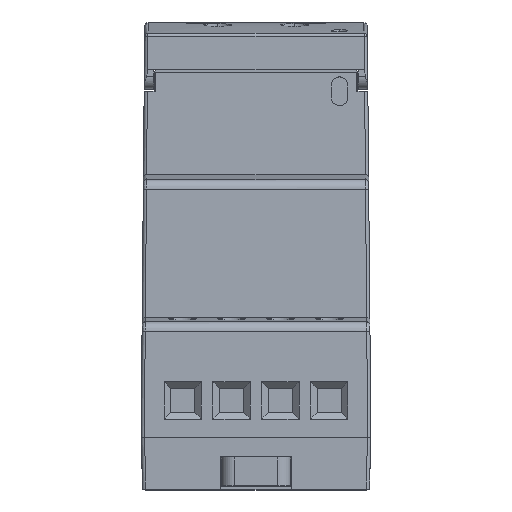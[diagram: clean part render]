
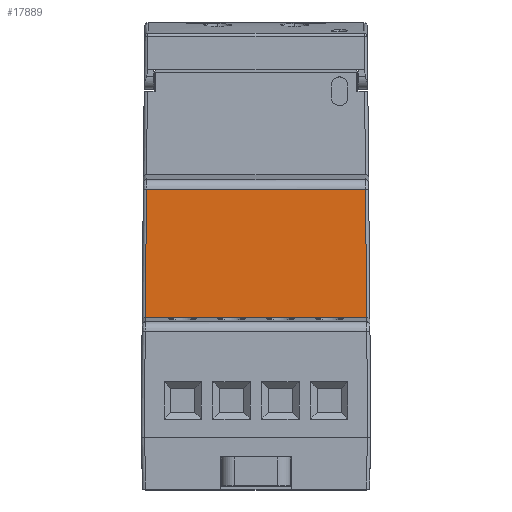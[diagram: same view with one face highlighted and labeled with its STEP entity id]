
A CAD part, top view. The second image highlights one B-rep face of the part: STEP entity #17889.
In plain terms, the highlighted planar face has unit normal (0, 0.009, 1).
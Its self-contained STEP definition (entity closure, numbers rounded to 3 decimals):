
#4000=DIRECTION('',(0.009,-1.,0.009));
#4001=VECTOR('',#4000,19.995);
#4002=CARTESIAN_POINT('',(17.062,-0.269,
32.826));
#4003=LINE('',#4002,#4001);
#4028=DIRECTION('',(-1.,0.,0.));
#4029=VECTOR('',#4028,34.477);
#4030=CARTESIAN_POINT('',(17.239,-20.262,33.));
#4031=LINE('',#4030,#4029);
#4285=DIRECTION('',(0.009,1.,-0.009));
#4286=VECTOR('',#4285,19.995);
#4287=CARTESIAN_POINT('',(-17.239,-20.262,33.));
#4288=LINE('',#4287,#4286);
#4355=DIRECTION('',(-1.,0.,0.));
#4356=VECTOR('',#4355,34.124);
#4357=CARTESIAN_POINT('',(17.062,-0.269,
32.826));
#4358=LINE('',#4357,#4356);
#13757=CARTESIAN_POINT('',(17.239,-20.262,33.));
#13759=VERTEX_POINT('',#13757);
#13761=CARTESIAN_POINT('',(17.062,-0.269,
32.826));
#13762=VERTEX_POINT('',#13761);
#13784=CARTESIAN_POINT('',(-17.239,-20.262,33.));
#13786=VERTEX_POINT('',#13784);
#13793=CARTESIAN_POINT('',(-17.062,-0.269,
32.826));
#13794=VERTEX_POINT('',#13793);
#17875=CARTESIAN_POINT('',(19.221,-20.262,33.));
#17876=DIRECTION('',(0.,-0.009,-1.));
#17877=DIRECTION('',(1.,0.,0.));
#17878=AXIS2_PLACEMENT_3D('',#17875,#17876,#17877);
#17879=PLANE('',#17878);
#17880=ORIENTED_EDGE('',*,*,#17866,.T.);
#17882=ORIENTED_EDGE('',*,*,#17881,.T.);
#17884=ORIENTED_EDGE('',*,*,#17883,.T.);
#17886=ORIENTED_EDGE('',*,*,#17885,.F.);
#17887=EDGE_LOOP('',(#17880,#17882,#17884,#17886));
#17888=FACE_OUTER_BOUND('',#17887,.F.);
#17866=EDGE_CURVE('',#13762,#13759,#4003,.T.);
#17881=EDGE_CURVE('',#13759,#13786,#4031,.T.);
#17883=EDGE_CURVE('',#13786,#13794,#4288,.T.);
#17885=EDGE_CURVE('',#13762,#13794,#4358,.T.);
#17889=ADVANCED_FACE('',(#17888),#17879,.F.);
